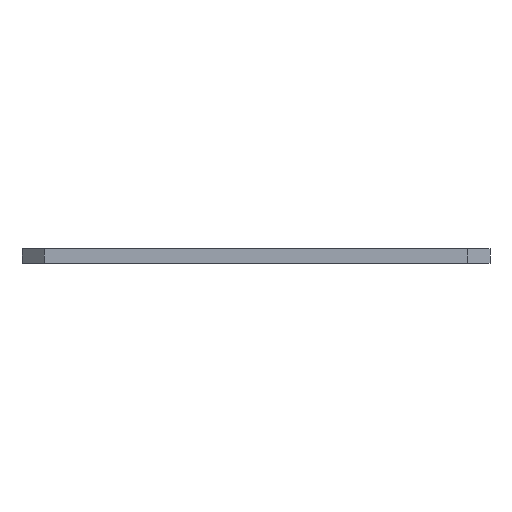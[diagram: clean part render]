
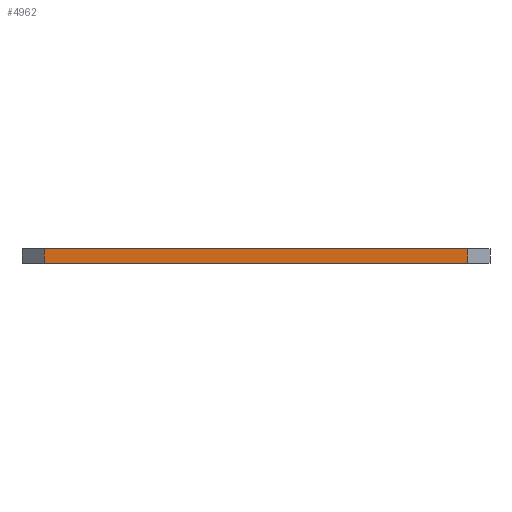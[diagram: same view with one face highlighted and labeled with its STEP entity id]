
A CAD part, left-side view. The second image highlights one B-rep face of the part: STEP entity #4962.
In plain terms, the highlighted planar face has unit normal (-1, 0, 0).
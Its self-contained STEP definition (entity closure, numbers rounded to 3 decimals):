
#83 = PLANE('',#84);
#84 = AXIS2_PLACEMENT_3D('',#85,#86,#87);
#85 = CARTESIAN_POINT('',(148.03,-104.607,1.6));
#86 = DIRECTION('',(-0.,-0.,-1.));
#87 = DIRECTION('',(-1.,0.,0.));
#137 = PLANE('',#138);
#138 = AXIS2_PLACEMENT_3D('',#139,#140,#141);
#139 = CARTESIAN_POINT('',(148.03,-104.607,0.));
#140 = DIRECTION('',(-0.,-0.,-1.));
#141 = DIRECTION('',(-1.,0.,0.));
#170 = PLANE('',#171);
#171 = AXIS2_PLACEMENT_3D('',#172,#173,#174);
#172 = CARTESIAN_POINT('',(116.116,-80.874,0.));
#173 = DIRECTION('',(-0.707,0.707,0.));
#174 = DIRECTION('',(0.707,0.707,0.));
#358 = VERTEX_POINT('',#359);
#359 = CARTESIAN_POINT('',(116.116,-129.134,0.));
#373 = PLANE('',#374);
#374 = AXIS2_PLACEMENT_3D('',#375,#376,#377);
#375 = CARTESIAN_POINT('',(118.656,-131.674,0.));
#376 = DIRECTION('',(-0.707,-0.707,0.));
#377 = DIRECTION('',(-0.707,0.707,0.));
#385 = EDGE_CURVE('',#358,#386,#388,.T.);
#386 = VERTEX_POINT('',#387);
#387 = CARTESIAN_POINT('',(116.116,-80.874,0.));
#388 = SURFACE_CURVE('',#389,(#393,#400),.PCURVE_S1.);
#389 = LINE('',#390,#391);
#390 = CARTESIAN_POINT('',(116.116,-129.134,0.));
#391 = VECTOR('',#392,1.);
#392 = DIRECTION('',(0.,1.,0.));
#393 = PCURVE('',#137,#394);
#394 = DEFINITIONAL_REPRESENTATION('',(#395),#399);
#395 = LINE('',#396,#397);
#396 = CARTESIAN_POINT('',(31.914,-24.526));
#397 = VECTOR('',#398,1.);
#398 = DIRECTION('',(0.,1.));
#399 = ( GEOMETRIC_REPRESENTATION_CONTEXT(2) 
PARAMETRIC_REPRESENTATION_CONTEXT() REPRESENTATION_CONTEXT('2D SPACE',''
  ) );
#400 = PCURVE('',#401,#406);
#401 = PLANE('',#402);
#402 = AXIS2_PLACEMENT_3D('',#403,#404,#405);
#403 = CARTESIAN_POINT('',(116.116,-129.134,0.));
#404 = DIRECTION('',(-1.,0.,0.));
#405 = DIRECTION('',(0.,1.,0.));
#406 = DEFINITIONAL_REPRESENTATION('',(#407),#411);
#407 = LINE('',#408,#409);
#408 = CARTESIAN_POINT('',(0.,0.));
#409 = VECTOR('',#410,1.);
#410 = DIRECTION('',(1.,0.));
#411 = ( GEOMETRIC_REPRESENTATION_CONTEXT(2) 
PARAMETRIC_REPRESENTATION_CONTEXT() REPRESENTATION_CONTEXT('2D SPACE',''
  ) );
#2832 = VERTEX_POINT('',#2833);
#2833 = CARTESIAN_POINT('',(116.116,-129.134,1.6));
#2854 = EDGE_CURVE('',#2832,#2855,#2857,.T.);
#2855 = VERTEX_POINT('',#2856);
#2856 = CARTESIAN_POINT('',(116.116,-80.874,1.6));
#2857 = SURFACE_CURVE('',#2858,(#2862,#2869),.PCURVE_S1.);
#2858 = LINE('',#2859,#2860);
#2859 = CARTESIAN_POINT('',(116.116,-129.134,1.6));
#2860 = VECTOR('',#2861,1.);
#2861 = DIRECTION('',(0.,1.,0.));
#2862 = PCURVE('',#83,#2863);
#2863 = DEFINITIONAL_REPRESENTATION('',(#2864),#2868);
#2864 = LINE('',#2865,#2866);
#2865 = CARTESIAN_POINT('',(31.914,-24.526));
#2866 = VECTOR('',#2867,1.);
#2867 = DIRECTION('',(0.,1.));
#2868 = ( GEOMETRIC_REPRESENTATION_CONTEXT(2) 
PARAMETRIC_REPRESENTATION_CONTEXT() REPRESENTATION_CONTEXT('2D SPACE',''
  ) );
#2869 = PCURVE('',#401,#2870);
#2870 = DEFINITIONAL_REPRESENTATION('',(#2871),#2875);
#2871 = LINE('',#2872,#2873);
#2872 = CARTESIAN_POINT('',(0.,-1.6));
#2873 = VECTOR('',#2874,1.);
#2874 = DIRECTION('',(1.,0.));
#2875 = ( GEOMETRIC_REPRESENTATION_CONTEXT(2) 
PARAMETRIC_REPRESENTATION_CONTEXT() REPRESENTATION_CONTEXT('2D SPACE',''
  ) );
#4912 = EDGE_CURVE('',#386,#2855,#4913,.T.);
#4913 = SURFACE_CURVE('',#4914,(#4918,#4925),.PCURVE_S1.);
#4914 = LINE('',#4915,#4916);
#4915 = CARTESIAN_POINT('',(116.116,-80.874,0.));
#4916 = VECTOR('',#4917,1.);
#4917 = DIRECTION('',(0.,0.,1.));
#4918 = PCURVE('',#170,#4919);
#4919 = DEFINITIONAL_REPRESENTATION('',(#4920),#4924);
#4920 = LINE('',#4921,#4922);
#4921 = CARTESIAN_POINT('',(0.,0.));
#4922 = VECTOR('',#4923,1.);
#4923 = DIRECTION('',(0.,-1.));
#4924 = ( GEOMETRIC_REPRESENTATION_CONTEXT(2) 
PARAMETRIC_REPRESENTATION_CONTEXT() REPRESENTATION_CONTEXT('2D SPACE',''
  ) );
#4925 = PCURVE('',#401,#4926);
#4926 = DEFINITIONAL_REPRESENTATION('',(#4927),#4931);
#4927 = LINE('',#4928,#4929);
#4928 = CARTESIAN_POINT('',(48.26,0.));
#4929 = VECTOR('',#4930,1.);
#4930 = DIRECTION('',(0.,-1.));
#4931 = ( GEOMETRIC_REPRESENTATION_CONTEXT(2) 
PARAMETRIC_REPRESENTATION_CONTEXT() REPRESENTATION_CONTEXT('2D SPACE',''
  ) );
#4962 = ADVANCED_FACE('',(#4963),#401,.T.);
#4963 = FACE_BOUND('',#4964,.T.);
#4964 = EDGE_LOOP('',(#4965,#4986,#4987,#4988));
#4965 = ORIENTED_EDGE('',*,*,#4966,.T.);
#4966 = EDGE_CURVE('',#358,#2832,#4967,.T.);
#4967 = SURFACE_CURVE('',#4968,(#4972,#4979),.PCURVE_S1.);
#4968 = LINE('',#4969,#4970);
#4969 = CARTESIAN_POINT('',(116.116,-129.134,0.));
#4970 = VECTOR('',#4971,1.);
#4971 = DIRECTION('',(0.,0.,1.));
#4972 = PCURVE('',#401,#4973);
#4973 = DEFINITIONAL_REPRESENTATION('',(#4974),#4978);
#4974 = LINE('',#4975,#4976);
#4975 = CARTESIAN_POINT('',(0.,0.));
#4976 = VECTOR('',#4977,1.);
#4977 = DIRECTION('',(0.,-1.));
#4978 = ( GEOMETRIC_REPRESENTATION_CONTEXT(2) 
PARAMETRIC_REPRESENTATION_CONTEXT() REPRESENTATION_CONTEXT('2D SPACE',''
  ) );
#4979 = PCURVE('',#373,#4980);
#4980 = DEFINITIONAL_REPRESENTATION('',(#4981),#4985);
#4981 = LINE('',#4982,#4983);
#4982 = CARTESIAN_POINT('',(3.592,0.));
#4983 = VECTOR('',#4984,1.);
#4984 = DIRECTION('',(0.,-1.));
#4985 = ( GEOMETRIC_REPRESENTATION_CONTEXT(2) 
PARAMETRIC_REPRESENTATION_CONTEXT() REPRESENTATION_CONTEXT('2D SPACE',''
  ) );
#4986 = ORIENTED_EDGE('',*,*,#2854,.T.);
#4987 = ORIENTED_EDGE('',*,*,#4912,.F.);
#4988 = ORIENTED_EDGE('',*,*,#385,.F.);
